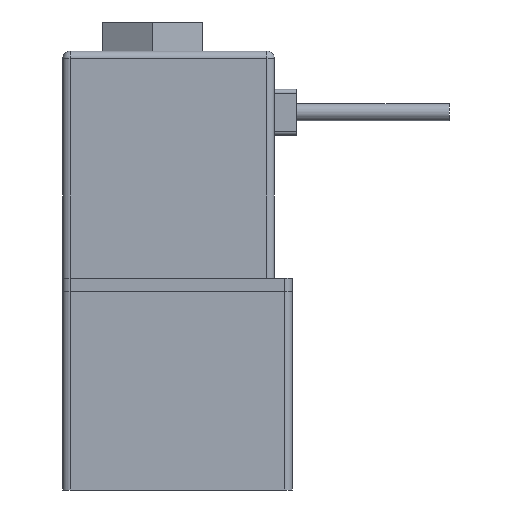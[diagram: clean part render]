
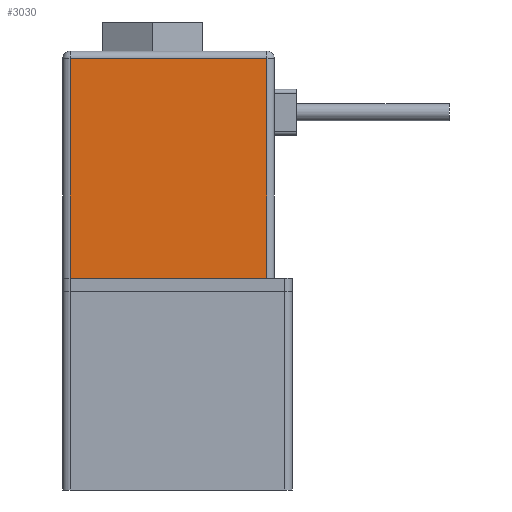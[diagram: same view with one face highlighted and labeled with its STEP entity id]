
A CAD part, left-side view. The second image highlights one B-rep face of the part: STEP entity #3030.
In plain terms, the highlighted planar face has unit normal (-1, 0, 0).
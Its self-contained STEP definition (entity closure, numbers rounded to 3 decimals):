
#421=LINE('',#13055,#599);
#426=LINE('',#13067,#604);
#427=LINE('',#13071,#605);
#428=LINE('',#13072,#606);
#599=VECTOR('',#3902,10.);
#604=VECTOR('',#3913,10.);
#605=VECTOR('',#3918,10.);
#606=VECTOR('',#3919,10.);
#902=FACE_OUTER_BOUND('',#1086,.T.);
#1086=EDGE_LOOP('',(#2757,#2758,#2759,#2760));
#1454=VERTEX_POINT('',#13052);
#1455=VERTEX_POINT('',#13054);
#1459=VERTEX_POINT('',#13066);
#1460=VERTEX_POINT('',#13070);
#1889=EDGE_CURVE('',#1454,#1455,#421,.T.);
#1895=EDGE_CURVE('',#1455,#1459,#426,.T.);
#1897=EDGE_CURVE('',#1460,#1454,#427,.T.);
#1898=EDGE_CURVE('',#1459,#1460,#428,.T.);
#2757=ORIENTED_EDGE('',*,*,#1897,.F.);
#2758=ORIENTED_EDGE('',*,*,#1898,.F.);
#2759=ORIENTED_EDGE('',*,*,#1895,.F.);
#2760=ORIENTED_EDGE('',*,*,#1889,.F.);
#2864=PLANE('',#3291);
#3030=ADVANCED_FACE('',(#902),#2864,.T.);
#3291=AXIS2_PLACEMENT_3D('',#13069,#3916,#3917);
#3902=DIRECTION('',(0.,1.,0.));
#3913=DIRECTION('',(0.,0.,1.));
#3916=DIRECTION('center_axis',(-1.,0.,0.));
#3917=DIRECTION('ref_axis',(0.,-1.,0.));
#3918=DIRECTION('',(0.,0.,-1.));
#3919=DIRECTION('',(0.,-1.,0.));
#13052=CARTESIAN_POINT('',(0.,-26.7,27.7));
#13054=CARTESIAN_POINT('',(0.,-1.,27.7));
#13055=CARTESIAN_POINT('',(0.,-27.7,27.7));
#13066=CARTESIAN_POINT('',(0.,-1.,56.4));
#13067=CARTESIAN_POINT('',(0.,-1.,27.7));
#13069=CARTESIAN_POINT('Origin',(0.,0.,27.7));
#13070=CARTESIAN_POINT('',(0.,-26.7,56.4));
#13071=CARTESIAN_POINT('',(0.,-26.7,27.7));
#13072=CARTESIAN_POINT('',(0.,-6.925,56.4));
